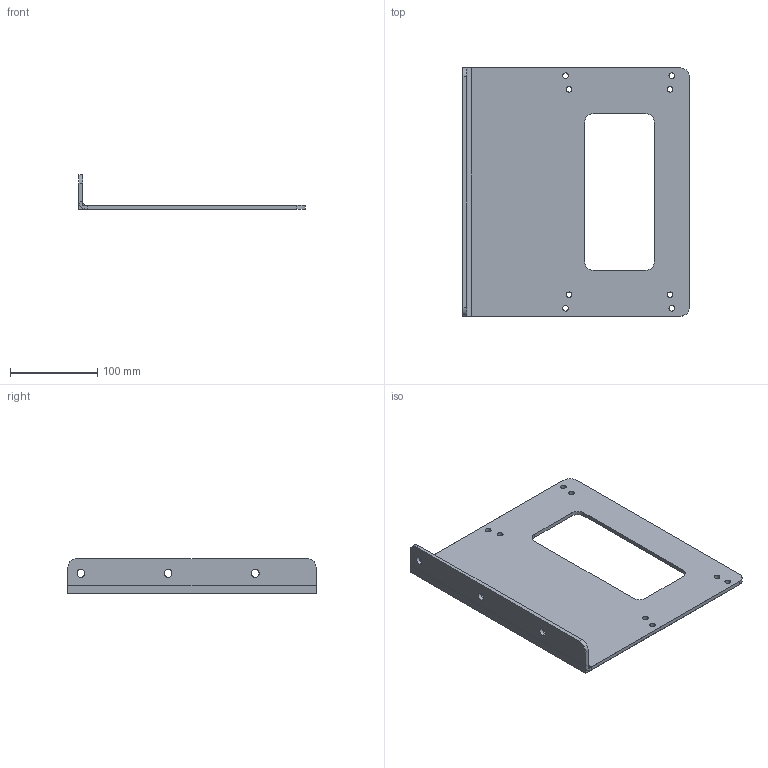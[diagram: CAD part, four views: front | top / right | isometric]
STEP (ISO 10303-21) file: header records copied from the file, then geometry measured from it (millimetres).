
FILE_DESCRIPTION (( 'STEP AP203' ), '1' );
FILE_NAME ('EWR12S01-變頻器固定座.STEP', '2023-10-24T03:27:16', ( '' ), ( '' ), 'SwSTEP 2.0', 'SolidWorks 2020', '' );
FILE_SCHEMA (( 'CONFIG_CONTROL_DESIGN' ));
Length unit declared in the file: millimetre
Products named in the file (1): EWR12S01-變頻器固定座
Bounding box: 260 x 285 x 40 mm (x, y, z)
Volume: 620259.9 mm3; surface area: 292696.7 mm2
Topology: 2 solids, 2 shells, 90 faces, 250 edges, 164 vertices
Faces by surface type: cylinder 62, plane 28
Entity records: 3105 total; most frequent: DIRECTION 556, CARTESIAN_POINT 505, ORIENTED_EDGE 500, EDGE_CURVE 250, AXIS2_PLACEMENT_3D 215, VERTEX_POINT 164, EDGE_LOOP 138, LINE 126
